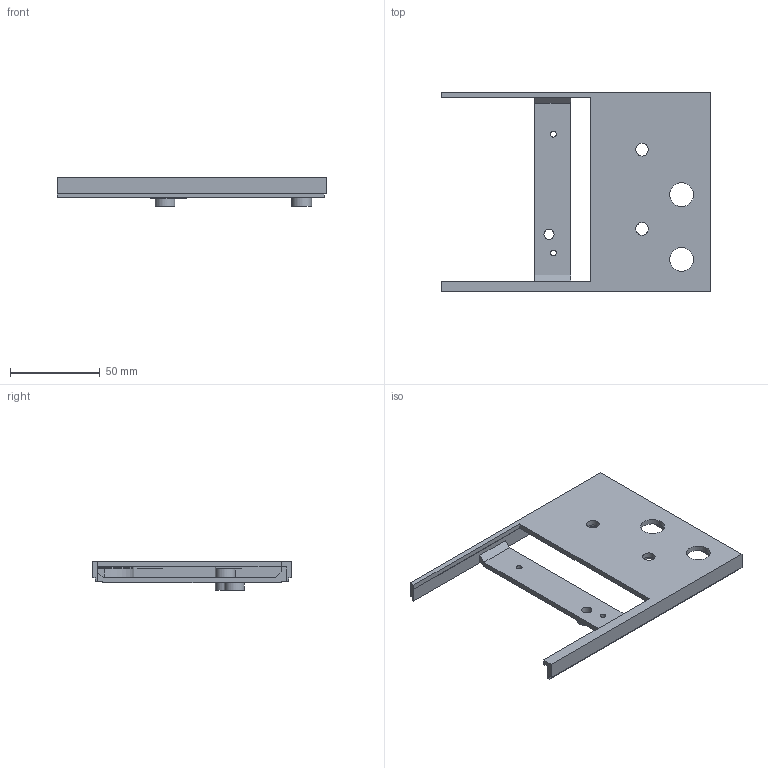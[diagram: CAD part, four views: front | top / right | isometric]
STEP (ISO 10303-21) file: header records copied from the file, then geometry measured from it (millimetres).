
FILE_DESCRIPTION(('FreeCAD Model'),'2;1');
FILE_NAME('Open CASCADE Shape Model','2024-01-29T02:28:00',(''),(''), 'Open CASCADE STEP processor 7.6','FreeCAD','Unknown');
FILE_SCHEMA(('AUTOMOTIVE_DESIGN { 1 0 10303 214 1 1 1 1 }'));
Length unit declared in the file: millimetre
Products named in the file (1): TopRight Cover Body
Bounding box: 149.95 x 111 x 15.95 mm (x, y, z)
Volume: 39960.6 mm3; surface area: 30071.7 mm2
Topology: 1 solids, 1 shells, 83 faces, 224 edges, 146 vertices
Faces by surface type: plane 66, cylinder 17
Full cylindrical faces by diameter (mm): 3.2 x2, 5.6 x2, 7 x4, 11 x2, 13.25 x2
Entity records: 5573 total; most frequent: CARTESIAN_POINT 980, DIRECTION 857, LINE 616, VECTOR 616, ORIENTED_EDGE 448, PCURVE 448, DEFINITIONAL_REPRESENTATION 448, EDGE_CURVE 224
